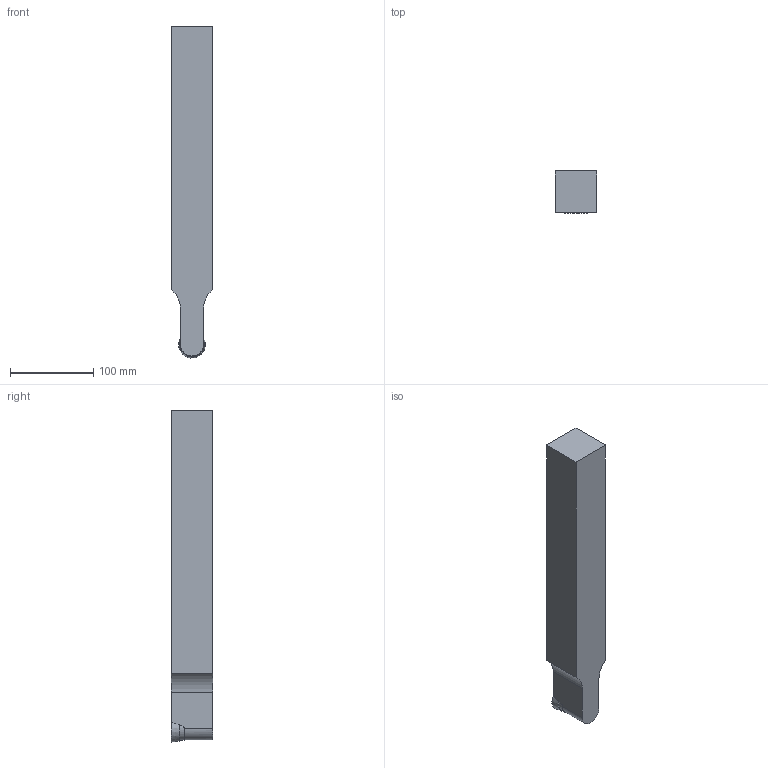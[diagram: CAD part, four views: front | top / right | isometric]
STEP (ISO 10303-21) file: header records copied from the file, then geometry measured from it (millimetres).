
FILE_DESCRIPTION(/* description */ (''),/* implementation_level */ '2;1');
FILE_NAME(/* name */ 'PRDCN5050V32.stp',/* time_stamp */ '2023-02-09T07:26:58+01:00',/* author */ (''),/* organization */ (''),/* preprocessor_version */ 'ST-DEVELOPER v16.7',/* originating_system */ 'SIEMENS PLM Software NX 12.0',/* authorisation */ '');
FILE_SCHEMA (('AUTOMOTIVE_DESIGN { 1 0 10303 214 3 1 1 1 }'));
Length unit declared in the file: millimetre
Products named in the file (1): kl6220546E90sucw
Bounding box: 50 x 50 x 399.95 mm (x, y, z)
Volume: 908969.3 mm3; surface area: 82594.8 mm2
Topology: 2 solids, 2 shells, 21 faces, 50 edges, 33 vertices
Faces by surface type: plane 11, cylinder 6, cone 4
Full cylindrical faces by diameter (mm): 12 x1, 28 x1
Entity records: 617 total; most frequent: CARTESIAN_POINT 110, DIRECTION 101, ORIENTED_EDGE 86, EDGE_CURVE 43, AXIS2_PLACEMENT_3D 40, VERTEX_POINT 31, EDGE_LOOP 28, ADVANCED_FACE 21
